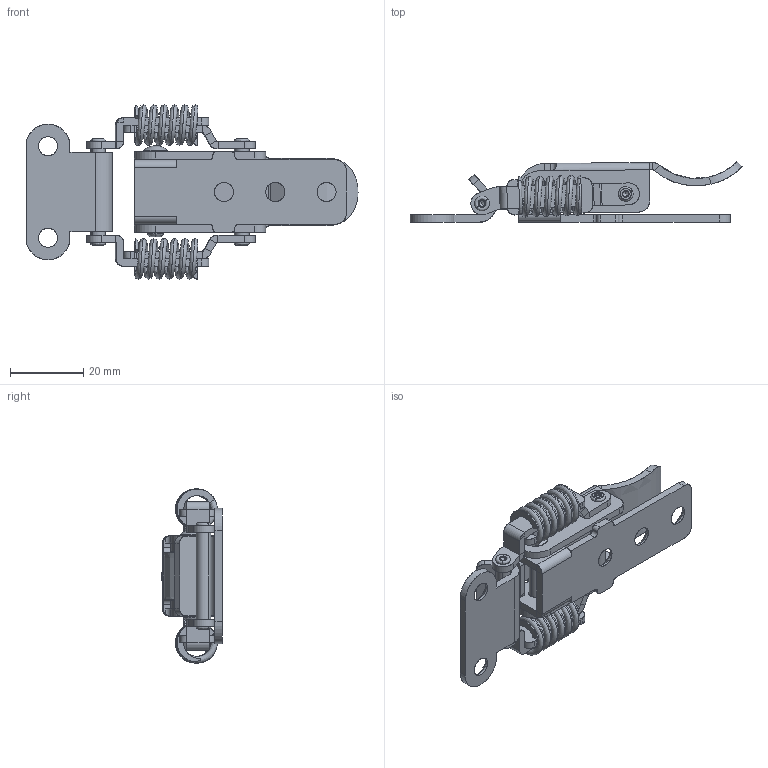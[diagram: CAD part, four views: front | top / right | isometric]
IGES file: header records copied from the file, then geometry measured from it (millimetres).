
Start section: SolidWorks IGES file using analytic representation for surfaces
Global section: file name: CS,CT-1120.IGS; native system: SolidWorks 2010; preprocessor: SolidWorks 2010; author: BQDB01; date: 131028.093348; units: millimetre
Bounding box: 90.58 x 16.5 x 47.5 mm (x, y, z)
Surface area: 14626.1 mm2 (no closed solid volume)
Topology: 0 solids, 0 shells, 504 faces, 5890 edges, 5881 vertices
Faces by surface type: bspline 330, revolution 174
